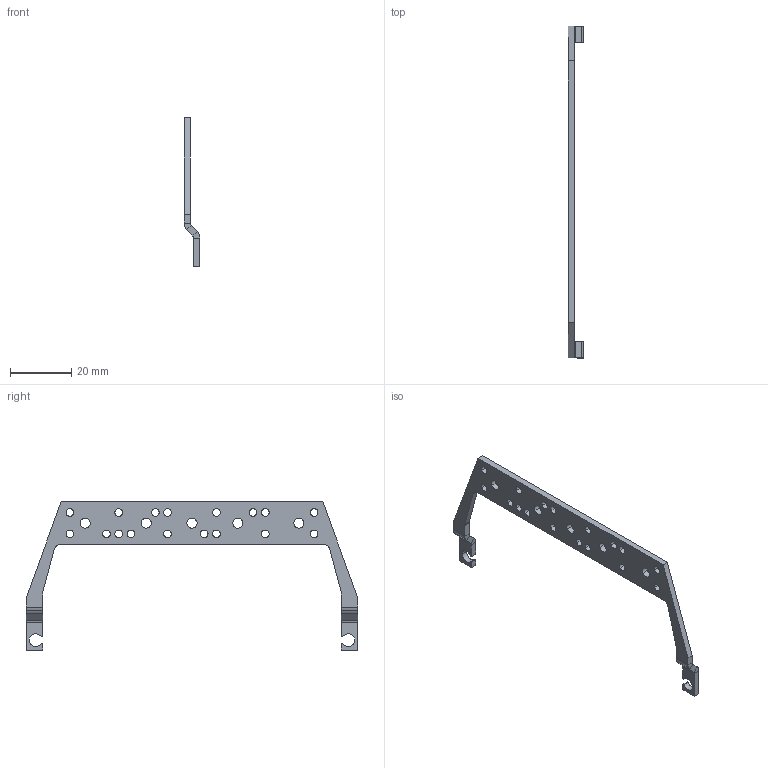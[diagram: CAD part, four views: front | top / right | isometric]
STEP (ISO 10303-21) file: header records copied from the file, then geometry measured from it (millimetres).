
FILE_DESCRIPTION(('CATIA V5 STEP Exchange','CAx-IF Rec.Pracs.--- Model Styling and Organization---1.4--- 2014-01-23'),'2;1');
FILE_NAME ('013343-5_1_1435440000_1435440000.stp','2019-09-06T10:57:16+00:00',('none'),('Weidmueller'),'CATIA Version 5-6 Release 2016 SP3 HF44','CATIA V5 STEP AP214','none');
FILE_SCHEMA(('AUTOMOTIVE_DESIGN { 1 0 10303 214 1 1 1 1 }'));
Length unit declared in the file: millimetre
Products named in the file (1): 1435440000
Bounding box: 5.1 x 108.7 x 48.6 mm (x, y, z)
Volume: 2912.8 mm3; surface area: 4043.7 mm2
Topology: 1 solids, 1 shells, 116 faces, 310 edges, 196 vertices
Faces by surface type: cylinder 72, plane 44
Entity records: 4958 total; most frequent: CARTESIAN_POINT 2247, ORIENTED_EDGE 620, DIRECTION 405, EDGE_CURVE 310, VERTEX_POINT 196, VECTOR 166, LINE 166, EDGE_LOOP 160
